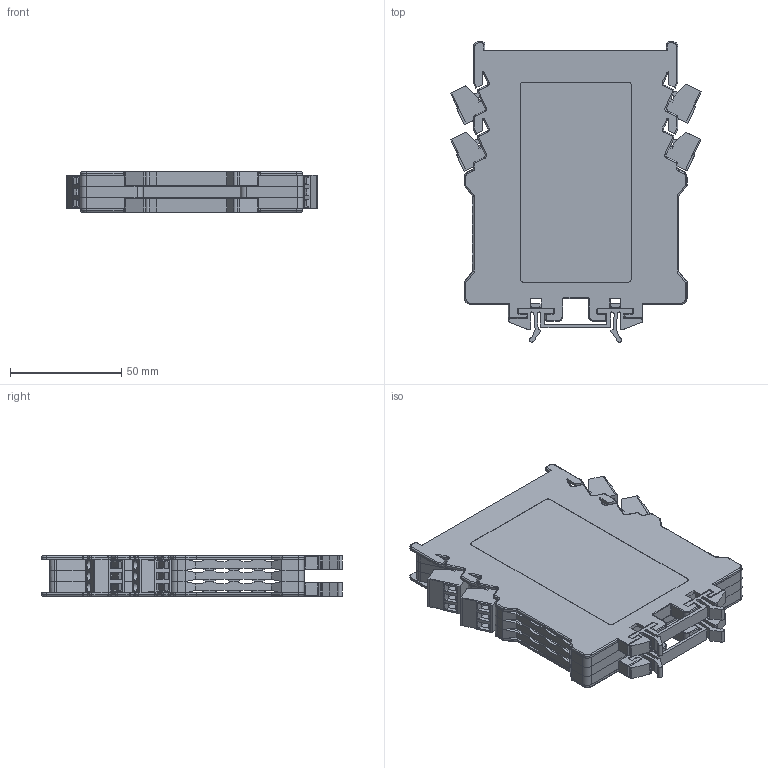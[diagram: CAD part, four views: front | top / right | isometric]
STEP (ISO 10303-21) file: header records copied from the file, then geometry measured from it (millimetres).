
FILE_DESCRIPTION (( 'STEP AP203' ), '1' );
FILE_NAME ('GVC.STEP', '2018-08-03T09:15:42', ( '' ), ( '' ), 'SwSTEP 2.0', 'SolidWorks 2013', '' );
FILE_SCHEMA (( 'CONFIG_CONTROL_DESIGN' ));
Length unit declared in the file: millimetre
Products named in the file (7): GVC; Hutschienenhalterung-1; Kammer-GV-07; Baugruppe-GV; GVC Klemmen; Front-GVC; Deckel-GV-1
Assembly tree (13 placements, depth 3):
  GVC
    Deckel-GV-1
    Hutschienenhalterung-1
    Kammer-GV-07  x3
    Baugruppe-GV
      Deckel-GV-1
      Hutschienenhalterung-1
    Front-GVC
    GVC Klemmen  x4
Bounding box: 112.64 x 134.69 x 17.98 mm (x, y, z)
Volume: 59812.2 mm3; surface area: 84199.7 mm2
Topology: 12 solids, 12 shells, 3301 faces, 8963 edges, 5720 vertices
Faces by surface type: plane 2107, cylinder 858, torus 168, bspline 84, cone 84
Entity records: 45457 total; most frequent: CARTESIAN_POINT 11193, ORIENTED_EDGE 7196, DIRECTION 6710, EDGE_CURVE 3598, VECTOR 2532, LINE 2532, VERTEX_POINT 2296, AXIS2_PLACEMENT_3D 2089
